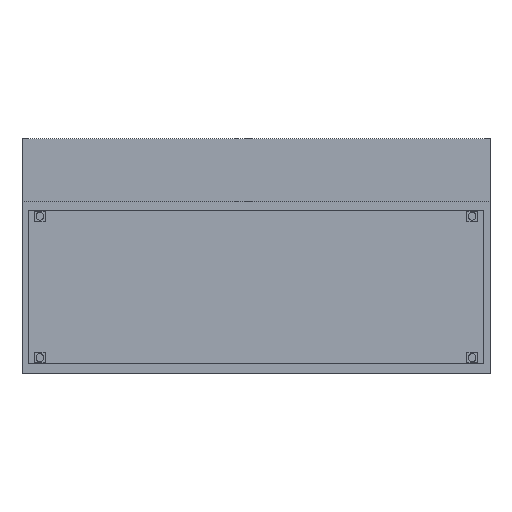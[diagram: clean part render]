
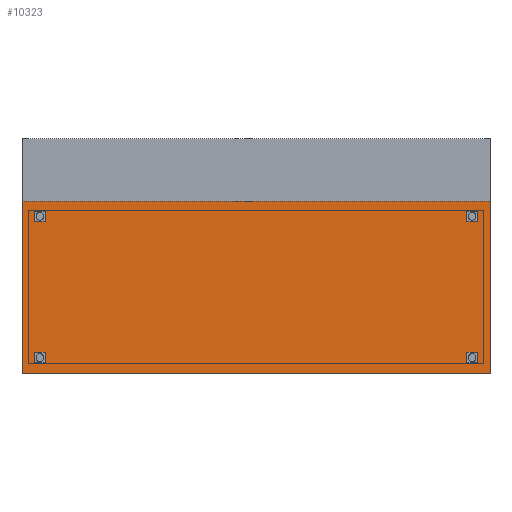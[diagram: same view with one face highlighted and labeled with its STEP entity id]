
A CAD part, front view. The second image highlights one B-rep face of the part: STEP entity #10323.
In plain terms, the highlighted planar face has unit normal (0, -1, 0).
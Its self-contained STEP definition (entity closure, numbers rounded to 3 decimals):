
#366=FACE_OUTER_BOUND('',#991,.T.);
#991=EDGE_LOOP('',(#7007,#7008,#7009,#7010));
#1694=LINE('',#14809,#3055);
#1697=LINE('',#14815,#3058);
#1700=LINE('',#14821,#3061);
#1703=LINE('',#14825,#3064);
#3055=VECTOR('',#11933,10.);
#3058=VECTOR('',#11938,10.);
#3061=VECTOR('',#11943,10.);
#3064=VECTOR('',#11948,10.);
#4376=VERTEX_POINT('',#14806);
#4377=VERTEX_POINT('',#14808);
#4379=VERTEX_POINT('',#14814);
#4381=VERTEX_POINT('',#14820);
#5400=EDGE_CURVE('',#4377,#4376,#1694,.T.);
#5403=EDGE_CURVE('',#4379,#4377,#1697,.T.);
#5406=EDGE_CURVE('',#4381,#4379,#1700,.T.);
#5409=EDGE_CURVE('',#4376,#4381,#1703,.T.);
#7007=ORIENTED_EDGE('',*,*,#5409,.T.);
#7008=ORIENTED_EDGE('',*,*,#5406,.T.);
#7009=ORIENTED_EDGE('',*,*,#5403,.T.);
#7010=ORIENTED_EDGE('',*,*,#5400,.T.);
#9752=PLANE('',#11032);
#10323=ADVANCED_FACE('',(#366),#9752,.T.);
#11032=AXIS2_PLACEMENT_3D('',#14826,#11949,#11950);
#11933=DIRECTION('',(1.,0.,0.));
#11938=DIRECTION('',(0.,0.,-1.));
#11943=DIRECTION('',(-1.,0.,0.));
#11948=DIRECTION('',(0.,0.,1.));
#11949=DIRECTION('center_axis',(0.,-1.,0.));
#11950=DIRECTION('ref_axis',(0.,0.,-1.));
#14806=CARTESIAN_POINT('',(900.,-360.,-451.));
#14808=CARTESIAN_POINT('',(-900.,-360.,-451.));
#14809=CARTESIAN_POINT('',(-900.,-360.,-451.));
#14814=CARTESIAN_POINT('',(-900.,-360.,211.));
#14815=CARTESIAN_POINT('',(-900.,-360.,451.));
#14820=CARTESIAN_POINT('',(900.,-360.,211.));
#14821=CARTESIAN_POINT('',(900.,-360.,211.));
#14825=CARTESIAN_POINT('',(900.,-360.,-451.));
#14826=CARTESIAN_POINT('Origin',(0.,-360.,-120.));
